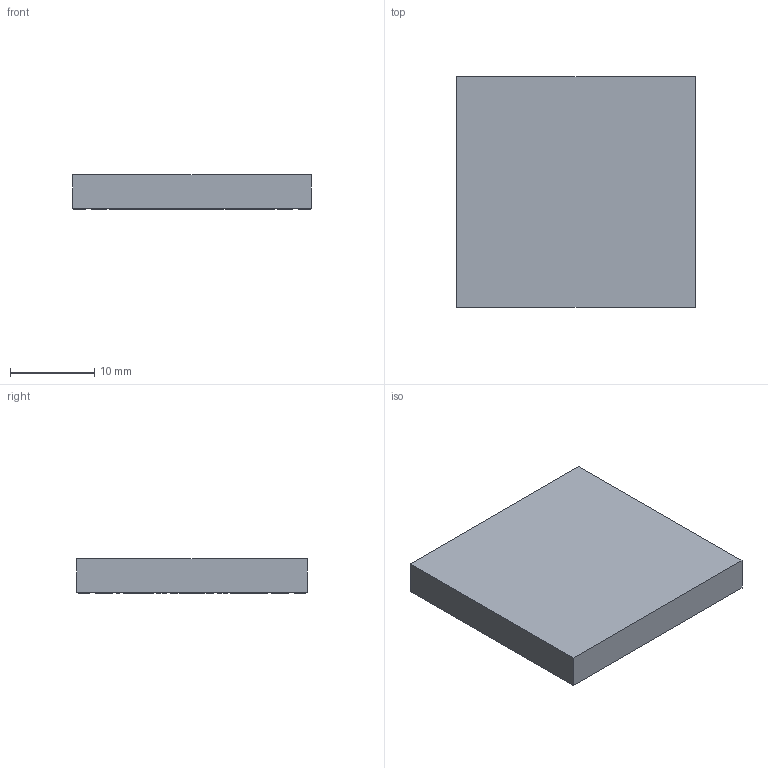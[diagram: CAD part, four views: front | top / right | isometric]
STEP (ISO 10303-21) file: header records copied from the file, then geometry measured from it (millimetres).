
FILE_DESCRIPTION(('FreeCAD Model'),'2;1');
FILE_NAME('614024.1.3.stp','2020-04-09T03:06:02',( 'Author'),(''),'Open CASCADE STEP processor 6.9','FreeCAD','Unknown' );
FILE_SCHEMA(('AUTOMOTIVE_DESIGN { 1 0 10303 214 1 1 1 1 }'));
Length unit declared in the file: millimetre
Products named in the file (3): ASSEMBLY; Body; Pins
Assembly tree (2 placements, depth 2):
  ASSEMBLY
    Body
    Pins
Bounding box: 28.4 x 27.4 x 4.1 mm (x, y, z)
Volume: 3128.9 mm3; surface area: 2407.8 mm2
Topology: 259 solids, 259 shells, 1527 faces, 3027 edges, 2018 vertices
Faces by surface type: plane 1518, cylinder 9
Full cylindrical faces by diameter (mm): 0.8 x9
Entity records: 79715 total; most frequent: CARTESIAN_POINT 12629, DIRECTION 12159, LINE 9045, VECTOR 9045, ORIENTED_EDGE 6054, PCURVE 6054, DEFINITIONAL_REPRESENTATION 6054, EDGE_CURVE 3027
